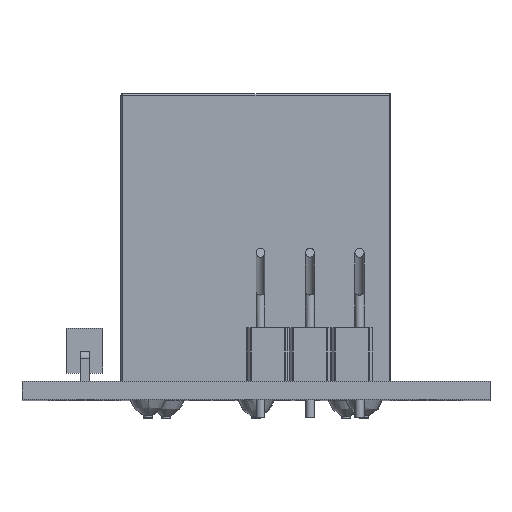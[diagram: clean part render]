
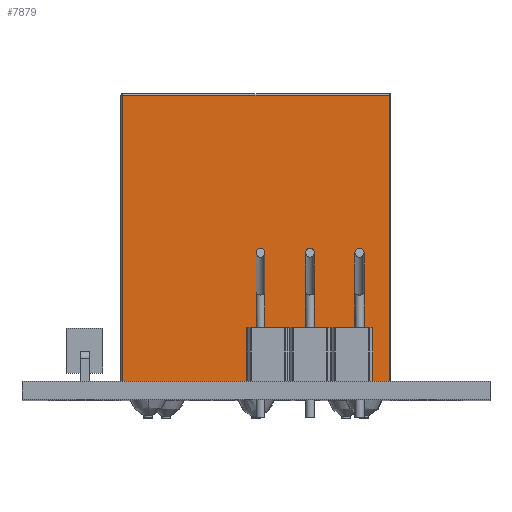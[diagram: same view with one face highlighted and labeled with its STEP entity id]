
A CAD part, top view. The second image highlights one B-rep face of the part: STEP entity #7879.
In plain terms, the highlighted planar face has unit normal (0, 0, 1).
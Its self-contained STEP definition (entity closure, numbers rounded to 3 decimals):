
#1168=FACE_OUTER_BOUND('',#1647,.T.);
#1647=EDGE_LOOP('',(#6647,#6648,#6649,#6650));
#2402=LINE('',#15331,#3157);
#2403=LINE('',#15333,#3158);
#2404=LINE('',#15335,#3159);
#2405=LINE('',#15336,#3160);
#3157=VECTOR('',#9773,14.8);
#3158=VECTOR('',#9774,15.9);
#3159=VECTOR('',#9775,14.8);
#3160=VECTOR('',#9776,15.9);
#3847=VERTEX_POINT('',#15329);
#3848=VERTEX_POINT('',#15330);
#3849=VERTEX_POINT('',#15332);
#3850=VERTEX_POINT('',#15334);
#4818=EDGE_CURVE('',#3847,#3848,#2402,.F.);
#4819=EDGE_CURVE('',#3848,#3849,#2403,.T.);
#4820=EDGE_CURVE('',#3849,#3850,#2404,.T.);
#4821=EDGE_CURVE('',#3850,#3847,#2405,.F.);
#6647=ORIENTED_EDGE('',*,*,#4818,.T.);
#6648=ORIENTED_EDGE('',*,*,#4819,.T.);
#6649=ORIENTED_EDGE('',*,*,#4820,.T.);
#6650=ORIENTED_EDGE('',*,*,#4821,.T.);
#7532=PLANE('',#8357);
#7879=ADVANCED_FACE('',(#1168),#7532,.F.);
#8357=AXIS2_PLACEMENT_3D('',#15328,#9771,#9772);
#9771=DIRECTION('center_axis',(0.,0.,-1.));
#9772=DIRECTION('ref_axis',(-1.,0.,0.));
#9773=DIRECTION('',(1.,0.,0.));
#9774=DIRECTION('',(0.,-1.,0.));
#9775=DIRECTION('',(1.,0.,0.));
#9776=DIRECTION('',(0.,-1.,0.));
#15328=CARTESIAN_POINT('Origin',(-7.5,16.,9.5));
#15329=CARTESIAN_POINT('',(7.4,15.9,9.5));
#15330=CARTESIAN_POINT('',(-7.4,15.9,9.5));
#15331=CARTESIAN_POINT('',(-7.4,15.9,9.5));
#15332=CARTESIAN_POINT('',(-7.4,0.,9.5));
#15333=CARTESIAN_POINT('',(-7.4,15.9,9.5));
#15334=CARTESIAN_POINT('',(7.4,0.,9.5));
#15335=CARTESIAN_POINT('',(-7.4,0.,9.5));
#15336=CARTESIAN_POINT('',(7.4,15.9,9.5));
